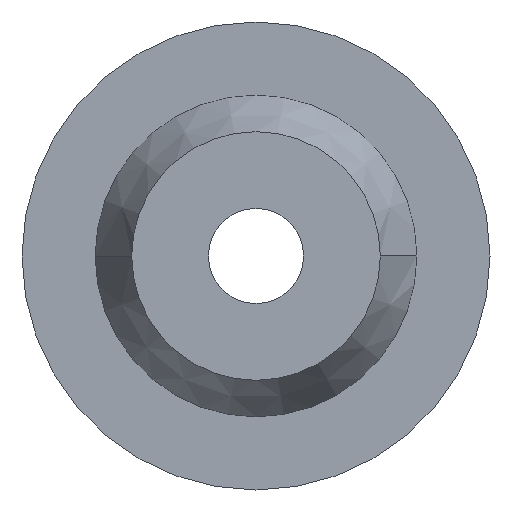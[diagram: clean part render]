
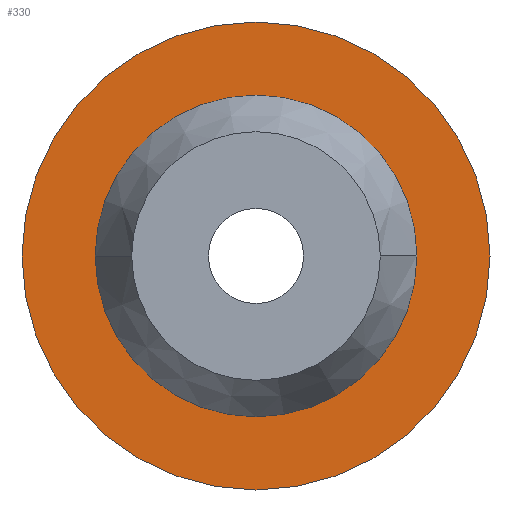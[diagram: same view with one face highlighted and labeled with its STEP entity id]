
A CAD part, front view. The second image highlights one B-rep face of the part: STEP entity #330.
In plain terms, the highlighted planar face has unit normal (0, -1, 0).
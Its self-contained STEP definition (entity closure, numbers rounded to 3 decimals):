
#11 = DIRECTION ( 'NONE',  ( 0., -1., 0. ) ) ;
#12 = AXIS2_PLACEMENT_3D ( 'NONE', #98, #157, #124 ) ;
#18 = CIRCLE ( 'NONE', #421, 11. ) ;
#19 = ORIENTED_EDGE ( 'NONE', *, *, #417, .F. ) ;
#22 = AXIS2_PLACEMENT_3D ( 'NONE', #347, #408, #110 ) ;
#32 = VERTEX_POINT ( 'NONE', #86 ) ;
#33 = EDGE_CURVE ( 'NONE', #400, #32, #358, .T. ) ;
#34 = FACE_OUTER_BOUND ( 'NONE', #94, .T. ) ;
#49 = DIRECTION ( 'NONE',  ( 0., -1., 0. ) ) ;
#58 = AXIS2_PLACEMENT_3D ( 'NONE', #311, #11, #77 ) ;
#77 = DIRECTION ( 'NONE',  ( 1., 0., 0. ) ) ;
#83 = CARTESIAN_POINT ( 'NONE',  ( 16., 5., 0. ) ) ;
#86 = CARTESIAN_POINT ( 'NONE',  ( -16., 5., 0. ) ) ;
#94 = EDGE_LOOP ( 'NONE', ( #103, #285 ) ) ;
#98 = CARTESIAN_POINT ( 'NONE',  ( 0., 5., 0. ) ) ;
#103 = ORIENTED_EDGE ( 'NONE', *, *, #33, .T. ) ;
#110 = DIRECTION ( 'NONE',  ( 1., 0., 0. ) ) ;
#124 = DIRECTION ( 'NONE',  ( 1., 0., 0. ) ) ;
#144 = CARTESIAN_POINT ( 'NONE',  ( -11., 5., 0. ) ) ;
#145 = DIRECTION ( 'NONE',  ( 1., 0., 0. ) ) ;
#157 = DIRECTION ( 'NONE',  ( 0., -1., 0. ) ) ;
#167 = DIRECTION ( 'NONE',  ( 0., -1., 0. ) ) ;
#174 = CARTESIAN_POINT ( 'NONE',  ( 11., 5., 0. ) ) ;
#175 = PLANE ( 'NONE',  #58 ) ;
#176 = EDGE_LOOP ( 'NONE', ( #368, #19 ) ) ;
#203 = DIRECTION ( 'NONE',  ( 1., 0., 0. ) ) ;
#205 = EDGE_CURVE ( 'NONE', #384, #297, #18, .T. ) ;
#261 = CARTESIAN_POINT ( 'NONE',  ( 0., 5., 0. ) ) ;
#281 = EDGE_CURVE ( 'NONE', #32, #400, #348, .T. ) ;
#285 = ORIENTED_EDGE ( 'NONE', *, *, #281, .T. ) ;
#297 = VERTEX_POINT ( 'NONE', #174 ) ;
#311 = CARTESIAN_POINT ( 'NONE',  ( 11., 5., 0. ) ) ;
#322 = AXIS2_PLACEMENT_3D ( 'NONE', #261, #49, #145 ) ;
#328 = FACE_BOUND ( 'NONE', #176, .T. ) ;
#330 = ADVANCED_FACE ( 'NONE', ( #34, #328 ), #175, .T. ) ;
#336 = CARTESIAN_POINT ( 'NONE',  ( 0., 5., 0. ) ) ;
#343 = CIRCLE ( 'NONE', #322, 11. ) ;
#347 = CARTESIAN_POINT ( 'NONE',  ( 0., 5., 0. ) ) ;
#348 = CIRCLE ( 'NONE', #22, 16. ) ;
#358 = CIRCLE ( 'NONE', #12, 16. ) ;
#368 = ORIENTED_EDGE ( 'NONE', *, *, #205, .F. ) ;
#384 = VERTEX_POINT ( 'NONE', #144 ) ;
#400 = VERTEX_POINT ( 'NONE', #83 ) ;
#408 = DIRECTION ( 'NONE',  ( 0., -1., 0. ) ) ;
#417 = EDGE_CURVE ( 'NONE', #297, #384, #343, .T. ) ;
#421 = AXIS2_PLACEMENT_3D ( 'NONE', #336, #167, #203 ) ;
